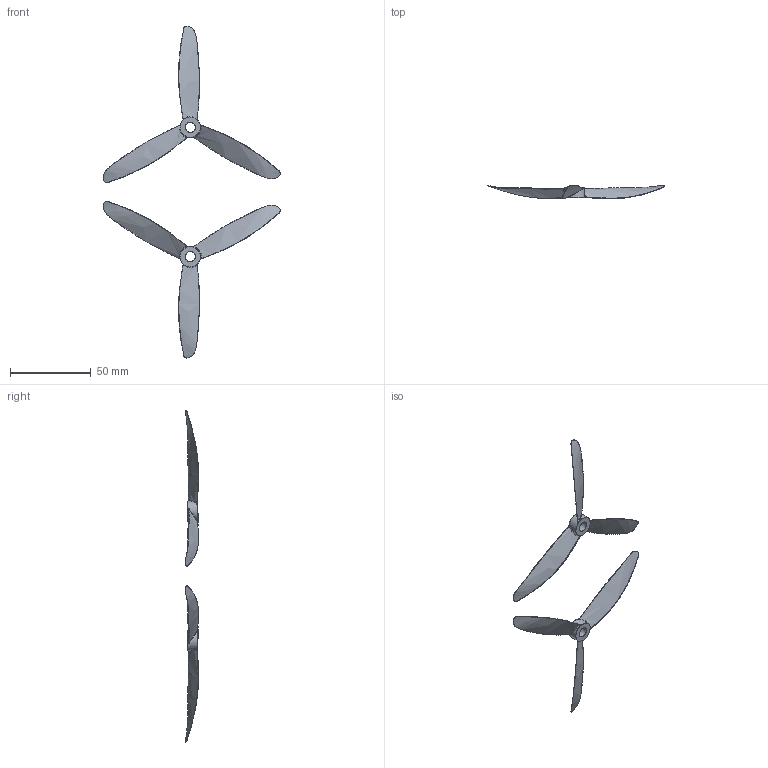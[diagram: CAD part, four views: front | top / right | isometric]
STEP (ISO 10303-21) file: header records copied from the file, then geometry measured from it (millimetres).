
FILE_DESCRIPTION(/* description */ (''),/* implementation_level */ '2;1');
FILE_NAME(/* name */ 'Standard 5045 Prop.step',/* time_stamp */ '2020-07-11T20:54:07+08:00',/* author */ (''),/* organization */ (''),/* preprocessor_version */ 'ST-DEVELOPER v18.1',/* originating_system */ 'Autodesk Translation Framework v9.3.0.1241',/* authorisation */ '');
FILE_SCHEMA (('AUTOMOTIVE_DESIGN { 1 0 10303 214 3 1 1 }'));
Length unit declared in the file: millimetre
Products named in the file (3): 5045 Prop CCW; 5045 CCW; 5045 CW
Assembly tree (2 placements, depth 2):
  5045 Prop CCW
    5045 CCW
    5045 CW
Bounding box: 109.16 x 8.15 x 205.33 mm (x, y, z)
Volume: 5380.1 mm3; surface area: 9308.6 mm2
Topology: 2 solids, 2 shells, 86 faces, 198 edges, 116 vertices
Faces by surface type: bspline 66, torus 8, cylinder 8, plane 4
Full cylindrical faces by diameter (mm): 6.15 x2
Entity records: 8578 total; most frequent: CARTESIAN_POINT 6891, ORIENTED_EDGE 396, DIRECTION 228, EDGE_CURVE 198, VERTEX_POINT 116, AXIS2_PLACEMENT_3D 113, B_SPLINE_CURVE_WITH_KNOTS 108, EDGE_LOOP 90
